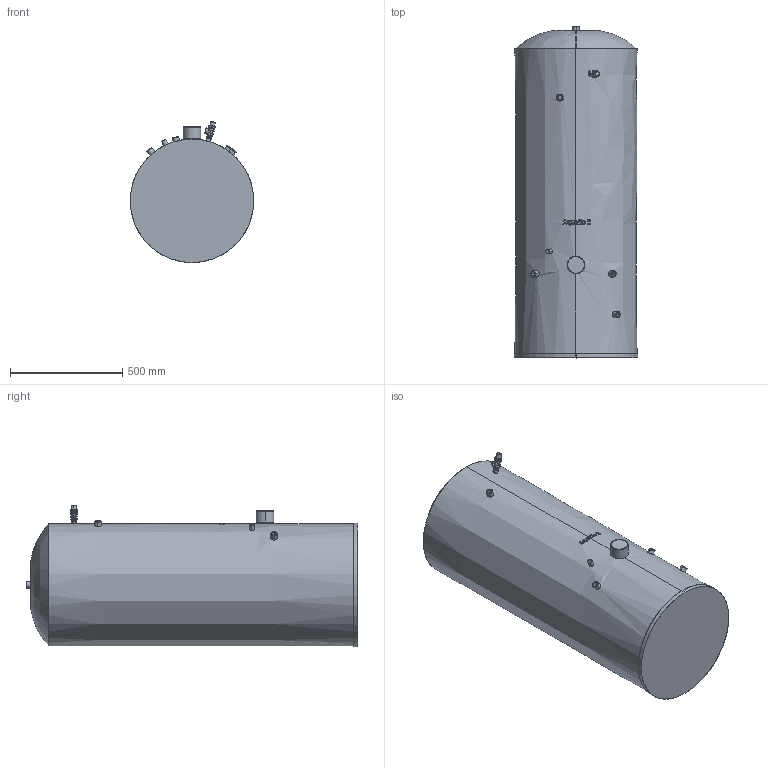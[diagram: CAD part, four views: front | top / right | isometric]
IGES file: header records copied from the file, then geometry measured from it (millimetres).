
Start section: SolidWorks IGES file using analytic representation for surfaces
Global section: file name: IGSAF4210 .IGS; native system: SolidWorks 2016; preprocessor: SolidWorks 2016; author: paulg; date: 160224.153516; units: millimetre
Bounding box: 550.75 x 1479.5 x 629.37 mm (x, y, z)
Surface area: 2919101.3 mm2 (no closed solid volume)
Topology: 0 solids, 0 shells, 253 faces, 4793 edges, 4791 vertices
Faces by surface type: bspline 163, revolution 90
